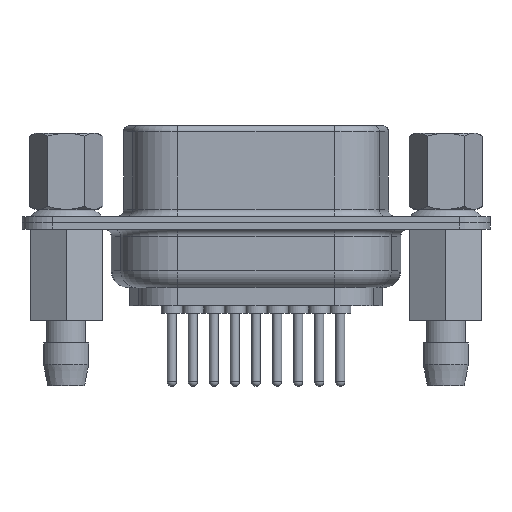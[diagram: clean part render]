
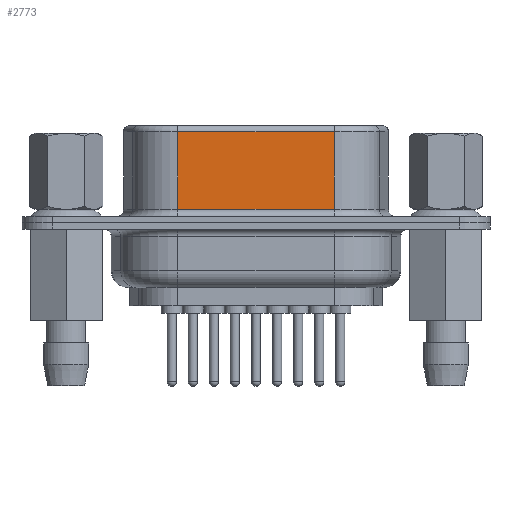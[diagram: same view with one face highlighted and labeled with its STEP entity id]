
A CAD part, front view. The second image highlights one B-rep face of the part: STEP entity #2773.
In plain terms, the highlighted planar face has unit normal (0, -1, 0).
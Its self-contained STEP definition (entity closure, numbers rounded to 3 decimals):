
#409 = CYLINDRICAL_SURFACE('',#410,0.39);
#410 = AXIS2_PLACEMENT_3D('',#411,#412,#413);
#411 = CARTESIAN_POINT('',(-5.155,-4.21,6.01));
#412 = DIRECTION('',(1.,0.,0.));
#413 = DIRECTION('',(0.,-1.,0.));
#1431 = VERTEX_POINT('',#1432);
#1432 = CARTESIAN_POINT('',(-5.155,-4.6,6.01));
#1447 = CYLINDRICAL_SURFACE('',#1448,3.);
#1448 = AXIS2_PLACEMENT_3D('',#1449,#1450,#1451);
#1449 = CARTESIAN_POINT('',(-5.155,-1.6,0.4));
#1450 = DIRECTION('',(-0.,-0.,-1.));
#1451 = DIRECTION('',(1.,0.,0.));
#1543 = VERTEX_POINT('',#1544);
#1544 = CARTESIAN_POINT('',(5.155,-4.6,6.01));
#1566 = EDGE_CURVE('',#1431,#1543,#1567,.T.);
#1567 = SURFACE_CURVE('',#1568,(#1572,#1579),.PCURVE_S1.);
#1568 = LINE('',#1569,#1570);
#1569 = CARTESIAN_POINT('',(-5.155,-4.6,6.01));
#1570 = VECTOR('',#1571,1.);
#1571 = DIRECTION('',(1.,0.,0.));
#1572 = PCURVE('',#409,#1573);
#1573 = DEFINITIONAL_REPRESENTATION('',(#1574),#1578);
#1574 = LINE('',#1575,#1576);
#1575 = CARTESIAN_POINT('',(-0.,0.));
#1576 = VECTOR('',#1577,1.);
#1577 = DIRECTION('',(-0.,1.));
#1578 = ( GEOMETRIC_REPRESENTATION_CONTEXT(2) 
PARAMETRIC_REPRESENTATION_CONTEXT() REPRESENTATION_CONTEXT('2D SPACE',''
  ) );
#1579 = PCURVE('',#1580,#1585);
#1580 = PLANE('',#1581);
#1581 = AXIS2_PLACEMENT_3D('',#1582,#1583,#1584);
#1582 = CARTESIAN_POINT('',(5.155,-4.6,0.4));
#1583 = DIRECTION('',(0.,-1.,0.));
#1584 = DIRECTION('',(-1.,0.,0.));
#1585 = DEFINITIONAL_REPRESENTATION('',(#1586),#1590);
#1586 = LINE('',#1587,#1588);
#1587 = CARTESIAN_POINT('',(10.31,-5.61));
#1588 = VECTOR('',#1589,1.);
#1589 = DIRECTION('',(-1.,-0.));
#1590 = ( GEOMETRIC_REPRESENTATION_CONTEXT(2) 
PARAMETRIC_REPRESENTATION_CONTEXT() REPRESENTATION_CONTEXT('2D SPACE',''
  ) );
#1669 = CYLINDRICAL_SURFACE('',#1670,3.);
#1670 = AXIS2_PLACEMENT_3D('',#1671,#1672,#1673);
#1671 = CARTESIAN_POINT('',(5.155,-1.6,0.4));
#1672 = DIRECTION('',(-0.,-0.,-1.));
#1673 = DIRECTION('',(1.,0.,0.));
#2670 = EDGE_CURVE('',#2671,#1431,#2673,.T.);
#2671 = VERTEX_POINT('',#2672);
#2672 = CARTESIAN_POINT('',(-5.155,-4.6,0.9));
#2673 = SURFACE_CURVE('',#2674,(#2678,#2685),.PCURVE_S1.);
#2674 = LINE('',#2675,#2676);
#2675 = CARTESIAN_POINT('',(-5.155,-4.6,0.4));
#2676 = VECTOR('',#2677,1.);
#2677 = DIRECTION('',(0.,0.,1.));
#2678 = PCURVE('',#1447,#2679);
#2679 = DEFINITIONAL_REPRESENTATION('',(#2680),#2684);
#2680 = LINE('',#2681,#2682);
#2681 = CARTESIAN_POINT('',(-4.712,0.));
#2682 = VECTOR('',#2683,1.);
#2683 = DIRECTION('',(-0.,-1.));
#2684 = ( GEOMETRIC_REPRESENTATION_CONTEXT(2) 
PARAMETRIC_REPRESENTATION_CONTEXT() REPRESENTATION_CONTEXT('2D SPACE',''
  ) );
#2685 = PCURVE('',#1580,#2686);
#2686 = DEFINITIONAL_REPRESENTATION('',(#2687),#2691);
#2687 = LINE('',#2688,#2689);
#2688 = CARTESIAN_POINT('',(10.31,0.));
#2689 = VECTOR('',#2690,1.);
#2690 = DIRECTION('',(0.,-1.));
#2691 = ( GEOMETRIC_REPRESENTATION_CONTEXT(2) 
PARAMETRIC_REPRESENTATION_CONTEXT() REPRESENTATION_CONTEXT('2D SPACE',''
  ) );
#2773 = ADVANCED_FACE('',(#2774),#1580,.T.);
#2774 = FACE_BOUND('',#2775,.T.);
#2775 = EDGE_LOOP('',(#2776,#2799,#2800,#2801));
#2776 = ORIENTED_EDGE('',*,*,#2777,.T.);
#2777 = EDGE_CURVE('',#2778,#1543,#2780,.T.);
#2778 = VERTEX_POINT('',#2779);
#2779 = CARTESIAN_POINT('',(5.155,-4.6,0.9));
#2780 = SURFACE_CURVE('',#2781,(#2785,#2792),.PCURVE_S1.);
#2781 = LINE('',#2782,#2783);
#2782 = CARTESIAN_POINT('',(5.155,-4.6,0.4));
#2783 = VECTOR('',#2784,1.);
#2784 = DIRECTION('',(0.,0.,1.));
#2785 = PCURVE('',#1580,#2786);
#2786 = DEFINITIONAL_REPRESENTATION('',(#2787),#2791);
#2787 = LINE('',#2788,#2789);
#2788 = CARTESIAN_POINT('',(0.,-0.));
#2789 = VECTOR('',#2790,1.);
#2790 = DIRECTION('',(0.,-1.));
#2791 = ( GEOMETRIC_REPRESENTATION_CONTEXT(2) 
PARAMETRIC_REPRESENTATION_CONTEXT() REPRESENTATION_CONTEXT('2D SPACE',''
  ) );
#2792 = PCURVE('',#1669,#2793);
#2793 = DEFINITIONAL_REPRESENTATION('',(#2794),#2798);
#2794 = LINE('',#2795,#2796);
#2795 = CARTESIAN_POINT('',(-4.712,0.));
#2796 = VECTOR('',#2797,1.);
#2797 = DIRECTION('',(-0.,-1.));
#2798 = ( GEOMETRIC_REPRESENTATION_CONTEXT(2) 
PARAMETRIC_REPRESENTATION_CONTEXT() REPRESENTATION_CONTEXT('2D SPACE',''
  ) );
#2799 = ORIENTED_EDGE('',*,*,#1566,.F.);
#2800 = ORIENTED_EDGE('',*,*,#2670,.F.);
#2801 = ORIENTED_EDGE('',*,*,#2802,.F.);
#2802 = EDGE_CURVE('',#2778,#2671,#2803,.T.);
#2803 = SURFACE_CURVE('',#2804,(#2808,#2815),.PCURVE_S1.);
#2804 = LINE('',#2805,#2806);
#2805 = CARTESIAN_POINT('',(5.155,-4.6,0.9));
#2806 = VECTOR('',#2807,1.);
#2807 = DIRECTION('',(-1.,0.,0.));
#2808 = PCURVE('',#1580,#2809);
#2809 = DEFINITIONAL_REPRESENTATION('',(#2810),#2814);
#2810 = LINE('',#2811,#2812);
#2811 = CARTESIAN_POINT('',(0.,-0.5));
#2812 = VECTOR('',#2813,1.);
#2813 = DIRECTION('',(1.,0.));
#2814 = ( GEOMETRIC_REPRESENTATION_CONTEXT(2) 
PARAMETRIC_REPRESENTATION_CONTEXT() REPRESENTATION_CONTEXT('2D SPACE',''
  ) );
#2815 = PCURVE('',#2816,#2821);
#2816 = CYLINDRICAL_SURFACE('',#2817,0.5);
#2817 = AXIS2_PLACEMENT_3D('',#2818,#2819,#2820);
#2818 = CARTESIAN_POINT('',(5.155,-5.1,0.9));
#2819 = DIRECTION('',(-1.,0.,0.));
#2820 = DIRECTION('',(0.,0.,-1.));
#2821 = DEFINITIONAL_REPRESENTATION('',(#2822),#2826);
#2822 = LINE('',#2823,#2824);
#2823 = CARTESIAN_POINT('',(-1.571,0.));
#2824 = VECTOR('',#2825,1.);
#2825 = DIRECTION('',(-0.,1.));
#2826 = ( GEOMETRIC_REPRESENTATION_CONTEXT(2) 
PARAMETRIC_REPRESENTATION_CONTEXT() REPRESENTATION_CONTEXT('2D SPACE',''
  ) );
